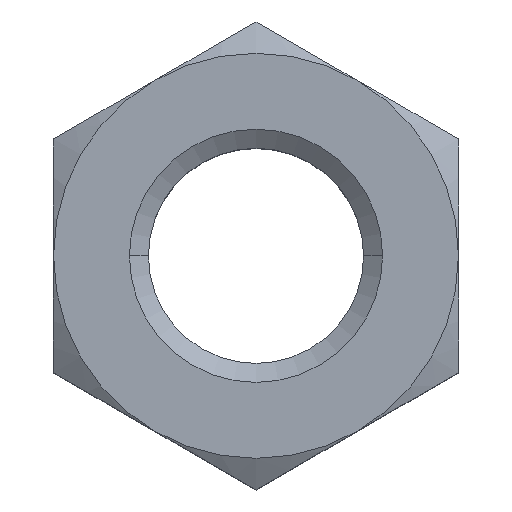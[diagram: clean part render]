
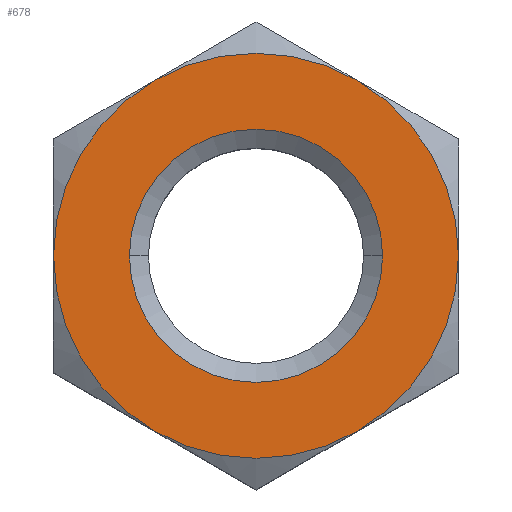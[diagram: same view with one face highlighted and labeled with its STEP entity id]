
A CAD part, top view. The second image highlights one B-rep face of the part: STEP entity #678.
In plain terms, the highlighted planar face has unit normal (0, 0, 1).
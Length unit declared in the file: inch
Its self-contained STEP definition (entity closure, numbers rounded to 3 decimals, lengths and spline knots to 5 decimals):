
#4 = CARTESIAN_POINT ( 'NONE',  ( 0., 0., 0. ) ) ;
#10 = VERTEX_POINT ( 'NONE', #329 ) ;
#23 = CARTESIAN_POINT ( 'NONE',  ( 0., 0., 0. ) ) ;
#27 = VERTEX_POINT ( 'NONE', #123 ) ;
#38 = EDGE_CURVE ( 'NONE', #277, #429, #581, .T. ) ;
#50 = FACE_BOUND ( 'NONE', #540, .T. ) ;
#61 = ORIENTED_EDGE ( 'NONE', *, *, #575, .T. ) ;
#116 = EDGE_CURVE ( 'NONE', #151, #756, #263, .T. ) ;
#121 = ORIENTED_EDGE ( 'NONE', *, *, #116, .F. ) ;
#123 = CARTESIAN_POINT ( 'NONE',  ( -0.31496, 0., 0. ) ) ;
#131 = DIRECTION ( 'NONE',  ( -1., 0., 0. ) ) ;
#142 = DIRECTION ( 'NONE',  ( 0., 0., 1. ) ) ;
#151 = VERTEX_POINT ( 'NONE', #196 ) ;
#177 = ORIENTED_EDGE ( 'NONE', *, *, #38, .F. ) ;
#180 = DIRECTION ( 'NONE',  ( -1., 0., 0. ) ) ;
#182 = CARTESIAN_POINT ( 'NONE',  ( 0.19685, 0., 0. ) ) ;
#189 = DIRECTION ( 'NONE',  ( 0., 0., -1. ) ) ;
#196 = CARTESIAN_POINT ( 'NONE',  ( 0.15748, -0.27276, 0. ) ) ;
#199 = CIRCLE ( 'NONE', #248, 0.31496 ) ;
#207 = PLANE ( 'NONE',  #555 ) ;
#220 = ORIENTED_EDGE ( 'NONE', *, *, #801, .F. ) ;
#248 = AXIS2_PLACEMENT_3D ( 'NONE', #613, #479, #131 ) ;
#249 = CARTESIAN_POINT ( 'NONE',  ( 0., 0., 0. ) ) ;
#252 = CARTESIAN_POINT ( 'NONE',  ( 0., 0., 0. ) ) ;
#263 = CIRCLE ( 'NONE', #711, 0.31496 ) ;
#268 = DIRECTION ( 'NONE',  ( -1., 0., 0. ) ) ;
#273 = CARTESIAN_POINT ( 'NONE',  ( 0.31496, 0., 0. ) ) ;
#277 = VERTEX_POINT ( 'NONE', #349 ) ;
#296 = AXIS2_PLACEMENT_3D ( 'NONE', #249, #189, #887 ) ;
#329 = CARTESIAN_POINT ( 'NONE',  ( -0.19685, 0., 0. ) ) ;
#336 = CIRCLE ( 'NONE', #494, 0.31496 ) ;
#337 = ORIENTED_EDGE ( 'NONE', *, *, #824, .T. ) ;
#346 = CIRCLE ( 'NONE', #596, 0.19685 ) ;
#348 = ORIENTED_EDGE ( 'NONE', *, *, #681, .F. ) ;
#349 = CARTESIAN_POINT ( 'NONE',  ( -0.15748, 0.27276, 0. ) ) ;
#371 = DIRECTION ( 'NONE',  ( -1., 0., 0. ) ) ;
#387 = ORIENTED_EDGE ( 'NONE', *, *, #587, .F. ) ;
#404 = DIRECTION ( 'NONE',  ( 0., 0., -1. ) ) ;
#409 = AXIS2_PLACEMENT_3D ( 'NONE', #486, #553, #180 ) ;
#429 = VERTEX_POINT ( 'NONE', #608 ) ;
#433 = DIRECTION ( 'NONE',  ( 1., 0., 0. ) ) ;
#435 = DIRECTION ( 'NONE',  ( 0., 0., -1. ) ) ;
#479 = DIRECTION ( 'NONE',  ( 0., 0., -1. ) ) ;
#486 = CARTESIAN_POINT ( 'NONE',  ( 0., 0., 0. ) ) ;
#494 = AXIS2_PLACEMENT_3D ( 'NONE', #558, #697, #847 ) ;
#540 = EDGE_LOOP ( 'NONE', ( #337, #61 ) ) ;
#553 = DIRECTION ( 'NONE',  ( 0., 0., -1. ) ) ;
#555 = AXIS2_PLACEMENT_3D ( 'NONE', #556, #142, #770 ) ;
#556 = CARTESIAN_POINT ( 'NONE',  ( -0.62992, 0., 0. ) ) ;
#558 = CARTESIAN_POINT ( 'NONE',  ( 0., 0., 0. ) ) ;
#575 = EDGE_CURVE ( 'NONE', #10, #626, #676, .T. ) ;
#581 = CIRCLE ( 'NONE', #296, 0.31496 ) ;
#587 = EDGE_CURVE ( 'NONE', #756, #27, #199, .T. ) ;
#596 = AXIS2_PLACEMENT_3D ( 'NONE', #778, #867, #433 ) ;
#608 = CARTESIAN_POINT ( 'NONE',  ( 0.15748, 0.27276, 0. ) ) ;
#613 = CARTESIAN_POINT ( 'NONE',  ( 0., 0., 0. ) ) ;
#617 = AXIS2_PLACEMENT_3D ( 'NONE', #252, #404, #891 ) ;
#626 = VERTEX_POINT ( 'NONE', #182 ) ;
#642 = CIRCLE ( 'NONE', #409, 0.31496 ) ;
#661 = EDGE_CURVE ( 'NONE', #679, #151, #642, .T. ) ;
#674 = AXIS2_PLACEMENT_3D ( 'NONE', #23, #435, #371 ) ;
#676 = CIRCLE ( 'NONE', #617, 0.19685 ) ;
#678 = ADVANCED_FACE ( 'N', ( #50, #785 ), #207, .T. ) ;
#679 = VERTEX_POINT ( 'NONE', #273 ) ;
#681 = EDGE_CURVE ( 'NONE', #27, #277, #336, .T. ) ;
#690 = CIRCLE ( 'NONE', #674, 0.31496 ) ;
#691 = DIRECTION ( 'NONE',  ( 0., 0., -1. ) ) ;
#697 = DIRECTION ( 'NONE',  ( 0., 0., -1. ) ) ;
#711 = AXIS2_PLACEMENT_3D ( 'NONE', #4, #691, #268 ) ;
#756 = VERTEX_POINT ( 'NONE', #764 ) ;
#764 = CARTESIAN_POINT ( 'NONE',  ( -0.15748, -0.27276, 0. ) ) ;
#770 = DIRECTION ( 'NONE',  ( 1., 0., 0. ) ) ;
#775 = ORIENTED_EDGE ( 'NONE', *, *, #661, .F. ) ;
#778 = CARTESIAN_POINT ( 'NONE',  ( 0., 0., 0. ) ) ;
#785 = FACE_OUTER_BOUND ( 'NONE', #889, .T. ) ;
#801 = EDGE_CURVE ( 'NONE', #429, #679, #690, .T. ) ;
#824 = EDGE_CURVE ( 'NONE', #626, #10, #346, .T. ) ;
#847 = DIRECTION ( 'NONE',  ( -1., 0., 0. ) ) ;
#867 = DIRECTION ( 'NONE',  ( 0., 0., -1. ) ) ;
#887 = DIRECTION ( 'NONE',  ( -1., 0., 0. ) ) ;
#889 = EDGE_LOOP ( 'NONE', ( #387, #121, #775, #220, #177, #348 ) ) ;
#891 = DIRECTION ( 'NONE',  ( 1., 0., 0. ) ) ;
